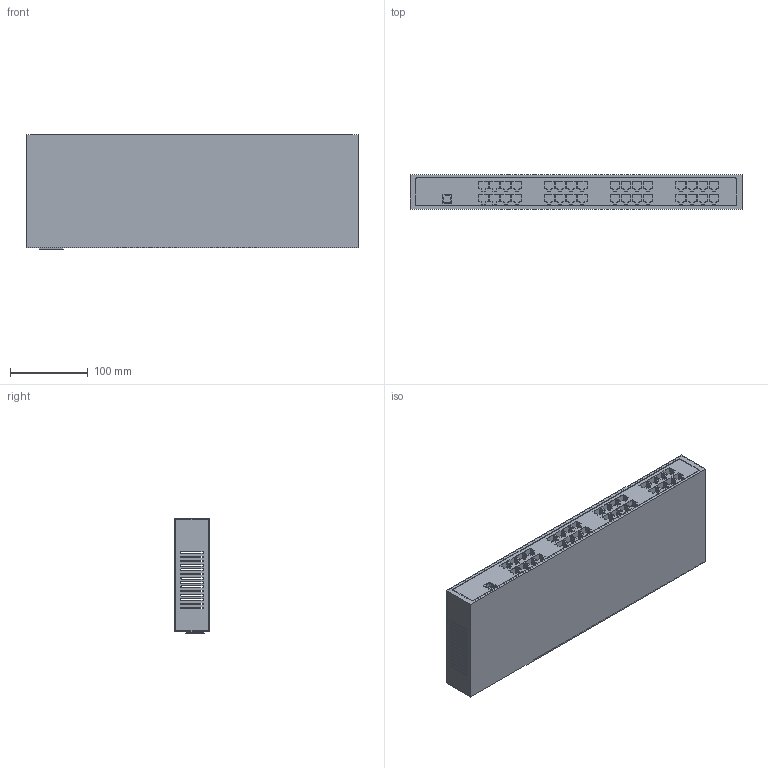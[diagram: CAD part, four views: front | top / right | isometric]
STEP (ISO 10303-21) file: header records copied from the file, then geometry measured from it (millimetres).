
FILE_DESCRIPTION(/* description */ (''),/* implementation_level */ '2;1');
FILE_NAME(/* name */ 'USB-32COM-RM.stp',/* time_stamp */ '2016-07-18T09:42:24-04:00',/* author */ ('Kieran'),/* organization */ (''),/* preprocessor_version */ 'ST-DEVELOPER v15.6',/* originating_system */ 'Autodesk Inventor 2015',/* authorisation */ '');
FILE_SCHEMA (('AUTOMOTIVE_DESIGN { 1 0 10303 214 3 1 1 }'));
Length unit declared in the file: millimetre
Products named in the file (1): USB-32COM-RM
Bounding box: 428 x 44.5 x 148.25 mm (x, y, z)
Volume: 194679.1 mm3; surface area: 386226.1 mm2
Topology: 1 solids, 1 shells, 921 faces, 2592 edges, 1728 vertices
Faces by surface type: plane 853, cylinder 68
Entity records: 29354 total; most frequent: CARTESIAN_POINT 5242, ORIENTED_EDGE 5184, DIRECTION 4572, EDGE_CURVE 2592, LINE 2456, VECTOR 2456, VERTEX_POINT 1728, AXIS2_PLACEMENT_3D 1058
